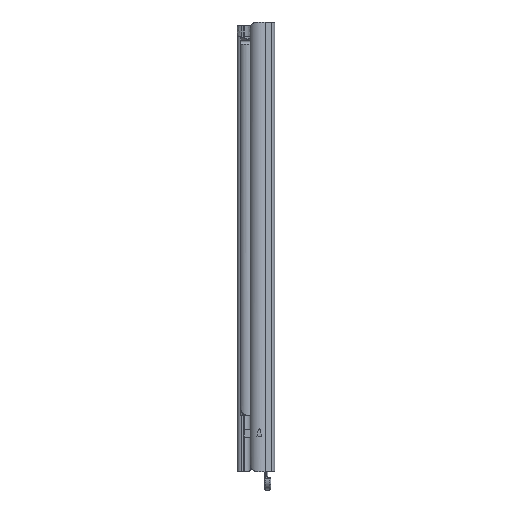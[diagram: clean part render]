
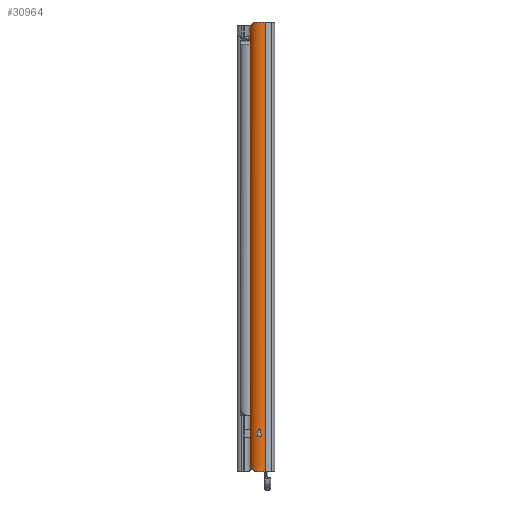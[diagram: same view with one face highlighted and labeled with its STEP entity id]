
A CAD part, left-side view. The second image highlights one B-rep face of the part: STEP entity #30964.
In plain terms, the highlighted cylindrical face has radius 6.75 mm (diameter 13.5 mm), a partial arc.
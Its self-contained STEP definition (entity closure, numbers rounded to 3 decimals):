
#400=FACE_BOUND('',#10039,.T.);
#458=ELLIPSE('',#33185,168.885,6.75);
#1649=LINE('',#48793,#4675);
#1651=LINE('',#48796,#4677);
#4675=VECTOR('',#36977,10.);
#4677=VECTOR('',#36981,10.);
#7566=CYLINDRICAL_SURFACE('',#33213,6.75);
#8356=FACE_OUTER_BOUND('',#10038,.T.);
#10038=EDGE_LOOP('',(#22068,#22069,#22070,#22071,#22072,#22073));
#10039=EDGE_LOOP('',(#22074,#22075));
#11669=CIRCLE('',#33056,6.75);
#11723=CIRCLE('',#33183,6.75);
#11728=CIRCLE('',#33214,6.75);
#13070=B_SPLINE_CURVE_WITH_KNOTS('',3,(#48724,#48725,#48726,#48727,#48728,
#48729,#48730,#48731,#48732,#48733,#48734,#48735),.UNSPECIFIED.,.F.,.F.,
(4,2,2,2,2,4),(-0.862,-0.647,-0.433,
-0.216,-0.108,0.),.UNSPECIFIED.);
#13073=B_SPLINE_CURVE_WITH_KNOTS('',3,(#48767,#48768,#48769,#48770,#48771,
#48772,#48773,#48774,#48775,#48776,#48777,#48778),.UNSPECIFIED.,.F.,.F.,
(4,2,2,2,2,4),(0.,0.108,0.216,0.433,
0.647,0.862),.UNSPECIFIED.);
#13390=VERTEX_POINT('',#47134);
#13391=VERTEX_POINT('',#47136);
#13528=VERTEX_POINT('',#47609);
#13529=VERTEX_POINT('',#47610);
#13566=VERTEX_POINT('',#48722);
#13571=VERTEX_POINT('',#48764);
#13572=VERTEX_POINT('',#48766);
#13576=VERTEX_POINT('',#48792);
#16608=EDGE_CURVE('',#13391,#13390,#11669,.T.);
#16813=EDGE_CURVE('',#13528,#13529,#11723,.T.);
#16815=EDGE_CURVE('',#13528,#13529,#458,.T.);
#16872=EDGE_CURVE('',#13390,#13566,#13070,.T.);
#16878=EDGE_CURVE('',#13572,#13571,#13073,.T.);
#16886=EDGE_CURVE('',#13576,#13391,#1649,.T.);
#16888=EDGE_CURVE('',#13572,#13566,#1651,.T.);
#16889=EDGE_CURVE('',#13571,#13576,#11728,.T.);
#22068=ORIENTED_EDGE('',*,*,#16888,.F.);
#22069=ORIENTED_EDGE('',*,*,#16878,.T.);
#22070=ORIENTED_EDGE('',*,*,#16889,.T.);
#22071=ORIENTED_EDGE('',*,*,#16886,.T.);
#22072=ORIENTED_EDGE('',*,*,#16608,.T.);
#22073=ORIENTED_EDGE('',*,*,#16872,.T.);
#22074=ORIENTED_EDGE('',*,*,#16815,.F.);
#22075=ORIENTED_EDGE('',*,*,#16813,.T.);
#30964=ADVANCED_FACE('',(#8356,#400),#7566,.T.);
#33056=AXIS2_PLACEMENT_3D('',#47137,#36498,#36499);
#33183=AXIS2_PLACEMENT_3D('',#47611,#36890,#36891);
#33185=AXIS2_PLACEMENT_3D('',#47614,#36895,#36896);
#33213=AXIS2_PLACEMENT_3D('',#48795,#36979,#36980);
#33214=AXIS2_PLACEMENT_3D('',#48797,#36982,#36983);
#36498=DIRECTION('center_axis',(0.,0.,-1.));
#36499=DIRECTION('ref_axis',(-0.428,0.904,0.));
#36890=DIRECTION('center_axis',(0.,0.,-1.));
#36891=DIRECTION('ref_axis',(-0.428,0.904,0.));
#36895=DIRECTION('center_axis',(-0.999,0.,-0.04));
#36896=DIRECTION('ref_axis',(0.04,0.,-0.999));
#36977=DIRECTION('',(0.,0.,1.));
#36979=DIRECTION('center_axis',(0.,0.,1.));
#36980=DIRECTION('ref_axis',(-0.428,0.904,0.));
#36981=DIRECTION('',(0.,0.,1.));
#36982=DIRECTION('center_axis',(0.,0.,1.));
#36983=DIRECTION('ref_axis',(-0.428,0.904,0.));
#47134=CARTESIAN_POINT('',(-35.36,11.5,300.));
#47136=CARTESIAN_POINT('',(-34.229,6.528,300.));
#47137=CARTESIAN_POINT('Origin',(-28.7,10.4,300.));
#47609=CARTESIAN_POINT('',(-35.25,8.769,23.5));
#47610=CARTESIAN_POINT('',(-35.25,12.031,23.5));
#47611=CARTESIAN_POINT('Origin',(-28.7,10.4,23.5));
#47614=CARTESIAN_POINT('Origin',(-28.7,10.4,-140.25));
#48722=CARTESIAN_POINT('',(-31.59,16.5,295.));
#48724=CARTESIAN_POINT('Ctrl Pts',(-35.36,11.5,300.));
#48725=CARTESIAN_POINT('Ctrl Pts',(-35.243,12.206,300.));
#48726=CARTESIAN_POINT('Ctrl Pts',(-35.004,12.914,299.844));
#48727=CARTESIAN_POINT('Ctrl Pts',(-34.352,14.156,299.291));
#48728=CARTESIAN_POINT('Ctrl Pts',(-33.942,14.69,298.895));
#48729=CARTESIAN_POINT('Ctrl Pts',(-33.14,15.517,298.037));
#48730=CARTESIAN_POINT('Ctrl Pts',(-32.682,15.869,297.511));
#48731=CARTESIAN_POINT('Ctrl Pts',(-32.103,16.234,296.64));
#48732=CARTESIAN_POINT('Ctrl Pts',(-31.929,16.329,296.336));
#48733=CARTESIAN_POINT('Ctrl Pts',(-31.672,16.462,295.697));
#48734=CARTESIAN_POINT('Ctrl Pts',(-31.59,16.5,295.361));
#48735=CARTESIAN_POINT('Ctrl Pts',(-31.59,16.5,295.));
#48764=CARTESIAN_POINT('',(-35.36,11.5,0.));
#48766=CARTESIAN_POINT('',(-31.59,16.5,5.));
#48767=CARTESIAN_POINT('Ctrl Pts',(-31.59,16.5,5.));
#48768=CARTESIAN_POINT('Ctrl Pts',(-31.59,16.5,4.639));
#48769=CARTESIAN_POINT('Ctrl Pts',(-31.672,16.462,4.303));
#48770=CARTESIAN_POINT('Ctrl Pts',(-31.929,16.329,3.664));
#48771=CARTESIAN_POINT('Ctrl Pts',(-32.103,16.234,3.36));
#48772=CARTESIAN_POINT('Ctrl Pts',(-32.682,15.869,2.489));
#48773=CARTESIAN_POINT('Ctrl Pts',(-33.14,15.517,1.963));
#48774=CARTESIAN_POINT('Ctrl Pts',(-33.942,14.69,1.105));
#48775=CARTESIAN_POINT('Ctrl Pts',(-34.352,14.156,0.709));
#48776=CARTESIAN_POINT('Ctrl Pts',(-35.004,12.914,0.156));
#48777=CARTESIAN_POINT('Ctrl Pts',(-35.243,12.206,0.));
#48778=CARTESIAN_POINT('Ctrl Pts',(-35.36,11.5,0.));
#48792=CARTESIAN_POINT('',(-34.229,6.528,0.));
#48793=CARTESIAN_POINT('',(-34.229,6.528,0.));
#48795=CARTESIAN_POINT('Origin',(-28.7,10.4,0.));
#48796=CARTESIAN_POINT('',(-31.59,16.5,0.));
#48797=CARTESIAN_POINT('Origin',(-28.7,10.4,0.));
